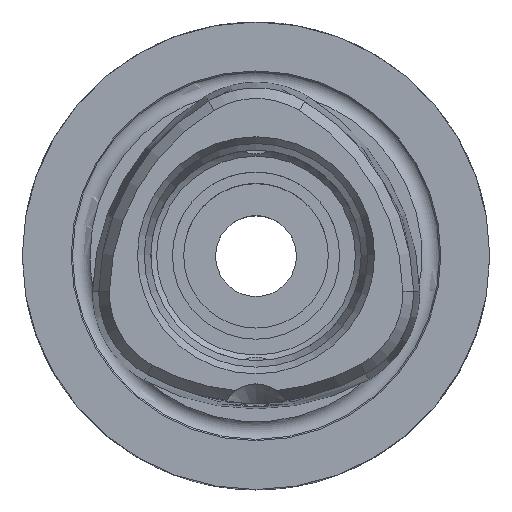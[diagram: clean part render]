
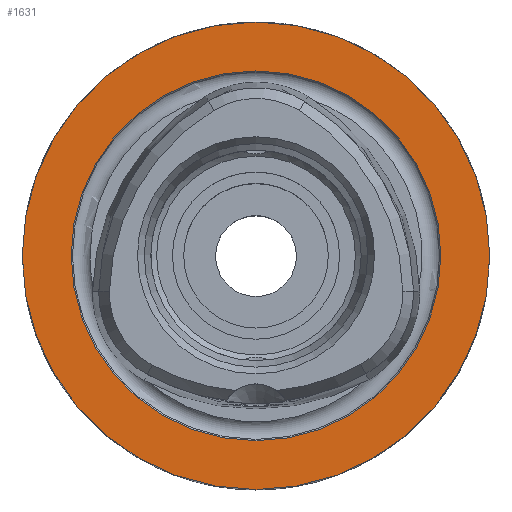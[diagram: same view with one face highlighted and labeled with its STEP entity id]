
A CAD part, top view. The second image highlights one B-rep face of the part: STEP entity #1631.
In plain terms, the highlighted planar face has unit normal (0, 0, 1).
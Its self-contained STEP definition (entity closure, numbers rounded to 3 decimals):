
#120=FACE_BOUND('',#349,.T.);
#148=PLANE('',#1873);
#240=FACE_OUTER_BOUND('',#348,.T.);
#348=EDGE_LOOP('',(#1508));
#349=EDGE_LOOP('',(#1509));
#570=CIRCLE('',#1783,20.);
#606=CIRCLE('',#1869,15.814);
#714=VERTEX_POINT('',#3027);
#774=VERTEX_POINT('',#3378);
#924=EDGE_CURVE('',#714,#714,#570,.T.);
#1019=EDGE_CURVE('',#774,#774,#606,.T.);
#1508=ORIENTED_EDGE('',*,*,#924,.T.);
#1509=ORIENTED_EDGE('',*,*,#1019,.T.);
#1631=ADVANCED_FACE('',(#240,#120),#148,.T.);
#1783=AXIS2_PLACEMENT_3D('',#3029,#2168,#2169);
#1869=AXIS2_PLACEMENT_3D('',#3380,#2377,#2378);
#1873=AXIS2_PLACEMENT_3D('',#3384,#2385,#2386);
#2168=DIRECTION('center_axis',(0.,0.,1.));
#2169=DIRECTION('ref_axis',(1.,0.,0.));
#2377=DIRECTION('center_axis',(0.,0.,-1.));
#2378=DIRECTION('ref_axis',(0.,1.,0.));
#2385=DIRECTION('center_axis',(0.,0.,1.));
#2386=DIRECTION('ref_axis',(1.,0.,0.));
#3027=CARTESIAN_POINT('',(-20.,0.,-2.5));
#3029=CARTESIAN_POINT('Origin',(0.,0.,-2.5));
#3378=CARTESIAN_POINT('',(0.,-15.814,-2.5));
#3380=CARTESIAN_POINT('Origin',(0.,0.,-2.5));
#3384=CARTESIAN_POINT('Origin',(0.,0.,-2.5));
